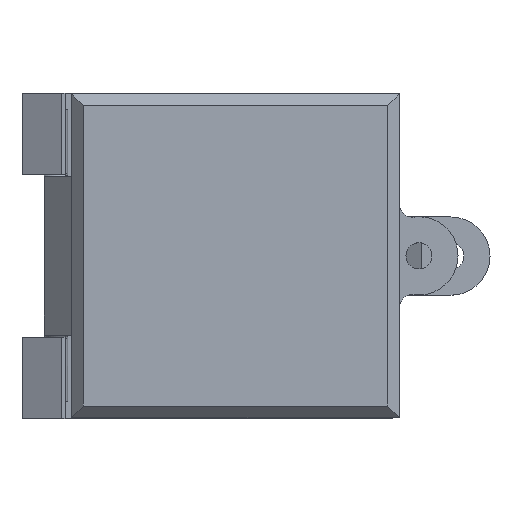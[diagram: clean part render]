
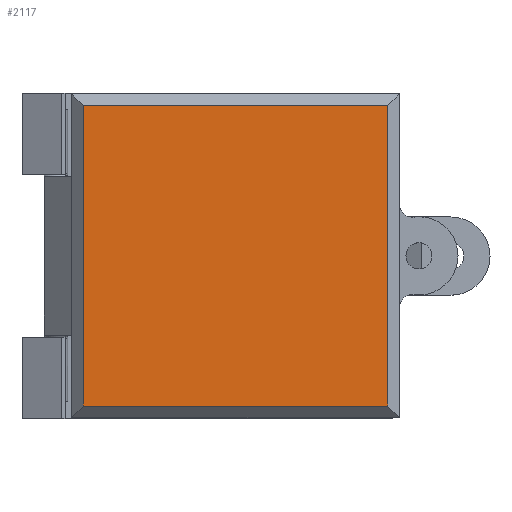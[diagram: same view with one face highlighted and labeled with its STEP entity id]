
A CAD part, top view. The second image highlights one B-rep face of the part: STEP entity #2117.
In plain terms, the highlighted planar face has unit normal (0, 0, 1).
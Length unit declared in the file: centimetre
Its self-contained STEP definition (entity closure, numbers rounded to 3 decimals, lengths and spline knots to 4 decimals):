
#270=LINE('',#3593,#495);
#273=LINE('',#3598,#498);
#276=LINE('',#3604,#501);
#279=LINE('',#3609,#504);
#495=VECTOR('',#2833,2.305);
#498=VECTOR('',#2838,2.335);
#501=VECTOR('',#2843,2.305);
#504=VECTOR('',#2848,2.335);
#640=FACE_OUTER_BOUND('',#773,.T.);
#773=EDGE_LOOP('',(#1888,#1889,#1890,#1891));
#1025=VERTEX_POINT('',#3591);
#1026=VERTEX_POINT('',#3592);
#1027=VERTEX_POINT('',#3597);
#1029=VERTEX_POINT('',#3603);
#1310=EDGE_CURVE('',#1025,#1026,#270,.T.);
#1313=EDGE_CURVE('',#1026,#1027,#273,.T.);
#1316=EDGE_CURVE('',#1027,#1029,#276,.T.);
#1319=EDGE_CURVE('',#1029,#1025,#279,.T.);
#1888=ORIENTED_EDGE('',*,*,#1310,.F.);
#1889=ORIENTED_EDGE('',*,*,#1319,.F.);
#1890=ORIENTED_EDGE('',*,*,#1316,.F.);
#1891=ORIENTED_EDGE('',*,*,#1313,.F.);
#2004=PLANE('',#2292);
#2117=ADVANCED_FACE('',(#640),#2004,.T.);
#2292=AXIS2_PLACEMENT_3D('',#3613,#2853,#2854);
#2833=DIRECTION('',(0.,1.,0.));
#2838=DIRECTION('',(1.,0.,0.));
#2843=DIRECTION('',(0.,-1.,0.));
#2848=DIRECTION('',(-1.,0.,0.));
#2853=DIRECTION('center_axis',(0.,0.,
1.));
#2854=DIRECTION('ref_axis',(1.,0.,0.));
#3591=CARTESIAN_POINT('',(-12.2773,20.6308,0.3071));
#3592=CARTESIAN_POINT('',(-12.2773,22.9358,0.3071));
#3593=CARTESIAN_POINT('',(-12.2773,21.162,0.3071));
#3597=CARTESIAN_POINT('',(-9.9423,22.9358,0.3071));
#3598=CARTESIAN_POINT('',(-11.6896,22.9358,0.3071));
#3603=CARTESIAN_POINT('',(-9.9423,20.6308,0.3071));
#3604=CARTESIAN_POINT('',(-9.9423,22.4045,0.3071));
#3609=CARTESIAN_POINT('',(-10.4321,20.6308,0.3071));
#3613=CARTESIAN_POINT('Origin',(-11.012,21.7833,0.3071));
